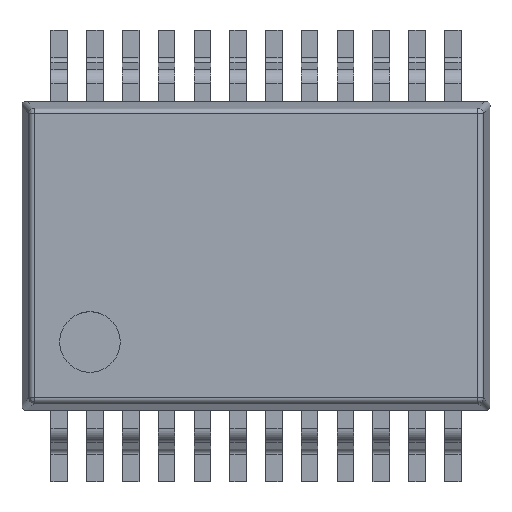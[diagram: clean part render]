
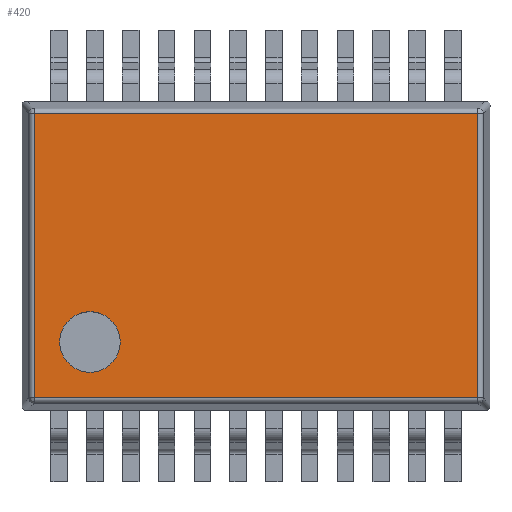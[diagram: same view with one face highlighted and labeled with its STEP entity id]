
A CAD part, top view. The second image highlights one B-rep face of the part: STEP entity #420.
In plain terms, the highlighted planar face has unit normal (0, 0, 1).
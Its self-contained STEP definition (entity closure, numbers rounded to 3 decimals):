
#420=ADVANCED_FACE('',(#1176,#1178),#1180,.T.);
#1176=FACE_BOUND('',#1177,.T.);
#1177=EDGE_LOOP('',(#1864,#1865,#1866,#1867));
#1178=FACE_BOUND('',#1179,.T.);
#1179=EDGE_LOOP('',(#1868));
#1180=PLANE('',#1181);
#1181=AXIS2_PLACEMENT_3D('',#1182,#1183,#1184);
#1182=CARTESIAN_POINT('',(0.,0.,2.));
#1183=DIRECTION('',(0.,0.,1.));
#1184=DIRECTION('',(1.,0.,0.));
#1864=ORIENTED_EDGE('',*,*,#2276,.T.);
#1865=ORIENTED_EDGE('',*,*,#2277,.T.);
#1866=ORIENTED_EDGE('',*,*,#2278,.T.);
#1867=ORIENTED_EDGE('',*,*,#2279,.T.);
#1868=ORIENTED_EDGE('',*,*,#2280,.T.);
#2276=EDGE_CURVE('',#2530,#2531,#2532,.T.);
#2277=EDGE_CURVE('',#2531,#2533,#2534,.T.);
#2278=EDGE_CURVE('',#2533,#2535,#2536,.T.);
#2279=EDGE_CURVE('',#2535,#2530,#2537,.T.);
#2280=EDGE_CURVE('',#2538,#2538,#2539,.F.);
#2530=VERTEX_POINT('',#3074);
#2531=VERTEX_POINT('',#3075);
#2532=LINE('',#3076,#3077);
#2533=VERTEX_POINT('',#3079);
#2534=LINE('',#3080,#3081);
#2535=VERTEX_POINT('',#3083);
#2536=LINE('',#3084,#3085);
#2537=LINE('',#3087,#3088);
#2538=VERTEX_POINT('',#3090);
#2539=CIRCLE('',#3091,0.55);
#3074=CARTESIAN_POINT('',(4.03,2.58,2.));
#3075=CARTESIAN_POINT('',(-4.03,2.58,2.));
#3076=CARTESIAN_POINT('',(4.03,2.58,2.));
#3077=VECTOR('',#3078,1.);
#3078=DIRECTION('',(-1.,0.,0.));
#3079=CARTESIAN_POINT('',(-4.03,-2.58,2.));
#3080=CARTESIAN_POINT('',(-4.03,2.58,2.));
#3081=VECTOR('',#3082,1.);
#3082=DIRECTION('',(0.,-1.,0.));
#3083=CARTESIAN_POINT('',(4.03,-2.58,2.));
#3084=CARTESIAN_POINT('',(-4.03,-2.58,2.));
#3085=VECTOR('',#3086,1.);
#3086=DIRECTION('',(1.,0.,0.));
#3087=CARTESIAN_POINT('',(4.03,-2.58,2.));
#3088=VECTOR('',#3089,1.);
#3089=DIRECTION('',(0.,1.,0.));
#3090=CARTESIAN_POINT('',(-2.465,-1.565,2.));
#3091=AXIS2_PLACEMENT_3D('',#3092,#3093,#3094);
#3092=CARTESIAN_POINT('',(-3.015,-1.565,2.));
#3093=DIRECTION('',(0.,0.,1.));
#3094=DIRECTION('',(1.,0.,0.));
